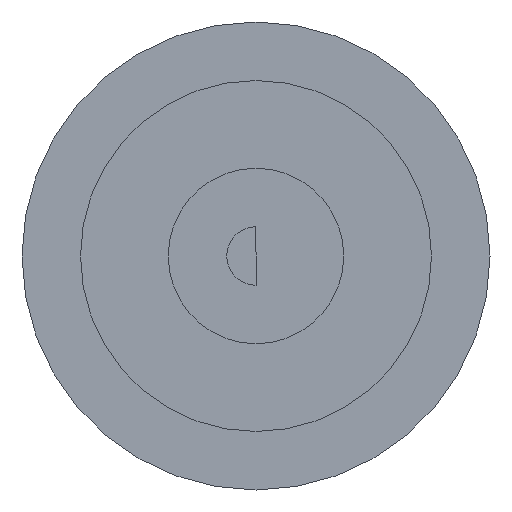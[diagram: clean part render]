
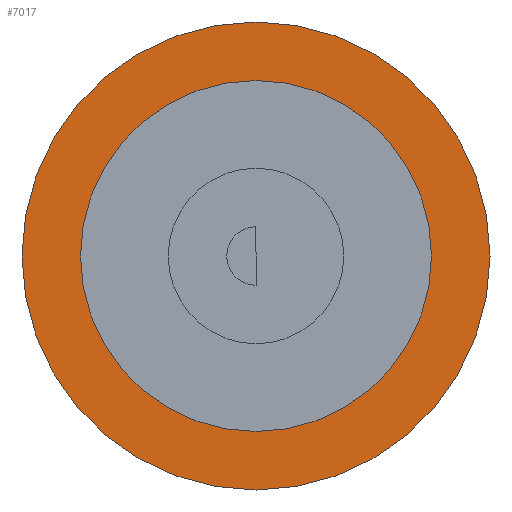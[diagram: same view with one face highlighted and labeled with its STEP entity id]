
A CAD part, front view. The second image highlights one B-rep face of the part: STEP entity #7017.
In plain terms, the highlighted planar face has unit normal (0, -1, 0).
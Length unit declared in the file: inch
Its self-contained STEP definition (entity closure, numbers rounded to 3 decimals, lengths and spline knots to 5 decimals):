
#605 = VERTEX_POINT ( 'NONE', #5740 ) ;
#700 = ORIENTED_EDGE ( 'NONE', *, *, #3188, .F. ) ;
#719 = DIRECTION ( 'NONE',  ( 0., -1., 0. ) ) ;
#798 = AXIS2_PLACEMENT_3D ( 'NONE', #5614, #2835, #4623 ) ;
#1369 = EDGE_LOOP ( 'NONE', ( #3577, #3934 ) ) ;
#1949 = CARTESIAN_POINT ( 'NONE',  ( 0., -0.01, -0.375 ) ) ;
#2184 = ORIENTED_EDGE ( 'NONE', *, *, #2727, .F. ) ;
#2232 = DIRECTION ( 'NONE',  ( 0., -1., 0. ) ) ;
#2288 = AXIS2_PLACEMENT_3D ( 'NONE', #5866, #719, #5273 ) ;
#2564 = AXIS2_PLACEMENT_3D ( 'NONE', #6459, #6490, #2572 ) ;
#2572 = DIRECTION ( 'NONE',  ( 0., 0., -1. ) ) ;
#2718 = DIRECTION ( 'NONE',  ( 0., -1., 0. ) ) ;
#2727 = EDGE_CURVE ( 'NONE', #5594, #4235, #6563, .T. ) ;
#2794 = CIRCLE ( 'NONE', #798, 0.5 ) ;
#2835 = DIRECTION ( 'NONE',  ( 0., -1., 0. ) ) ;
#3007 = FACE_BOUND ( 'NONE', #3653, .T. ) ;
#3188 = EDGE_CURVE ( 'NONE', #4235, #5594, #5057, .T. ) ;
#3255 = EDGE_CURVE ( 'NONE', #6301, #605, #2794, .T. ) ;
#3436 = CARTESIAN_POINT ( 'NONE',  ( 0., -0.01, 0. ) ) ;
#3510 = EDGE_CURVE ( 'NONE', #605, #6301, #6581, .T. ) ;
#3577 = ORIENTED_EDGE ( 'NONE', *, *, #3255, .T. ) ;
#3653 = EDGE_LOOP ( 'NONE', ( #700, #2184 ) ) ;
#3934 = ORIENTED_EDGE ( 'NONE', *, *, #3510, .T. ) ;
#4132 = FACE_OUTER_BOUND ( 'NONE', #1369, .T. ) ;
#4235 = VERTEX_POINT ( 'NONE', #1949 ) ;
#4399 = CARTESIAN_POINT ( 'NONE',  ( 0., -0.01, 0.375 ) ) ;
#4623 = DIRECTION ( 'NONE',  ( 0., 0., -1. ) ) ;
#4832 = AXIS2_PLACEMENT_3D ( 'NONE', #5499, #2718, #5960 ) ;
#5057 = CIRCLE ( 'NONE', #6806, 0.375 ) ;
#5273 = DIRECTION ( 'NONE',  ( 0., 0., -1. ) ) ;
#5499 = CARTESIAN_POINT ( 'NONE',  ( 0., -0.01, 0. ) ) ;
#5594 = VERTEX_POINT ( 'NONE', #4399 ) ;
#5614 = CARTESIAN_POINT ( 'NONE',  ( 0., -0.01, 0. ) ) ;
#5689 = DIRECTION ( 'NONE',  ( 0., 0., -1. ) ) ;
#5740 = CARTESIAN_POINT ( 'NONE',  ( 0., -0.01, -0.5 ) ) ;
#5866 = CARTESIAN_POINT ( 'NONE',  ( 0., -0.01, 0. ) ) ;
#5879 = CARTESIAN_POINT ( 'NONE',  ( 0., -0.01, 0.5 ) ) ;
#5941 = PLANE ( 'NONE',  #2288 ) ;
#5960 = DIRECTION ( 'NONE',  ( 0., 0., -1. ) ) ;
#6301 = VERTEX_POINT ( 'NONE', #5879 ) ;
#6459 = CARTESIAN_POINT ( 'NONE',  ( 0., -0.01, 0. ) ) ;
#6490 = DIRECTION ( 'NONE',  ( 0., -1., 0. ) ) ;
#6563 = CIRCLE ( 'NONE', #2564, 0.375 ) ;
#6581 = CIRCLE ( 'NONE', #4832, 0.5 ) ;
#6806 = AXIS2_PLACEMENT_3D ( 'NONE', #3436, #2232, #5689 ) ;
#7017 = ADVANCED_FACE ( 'NONE', ( #3007, #4132 ), #5941, .T. ) ;
